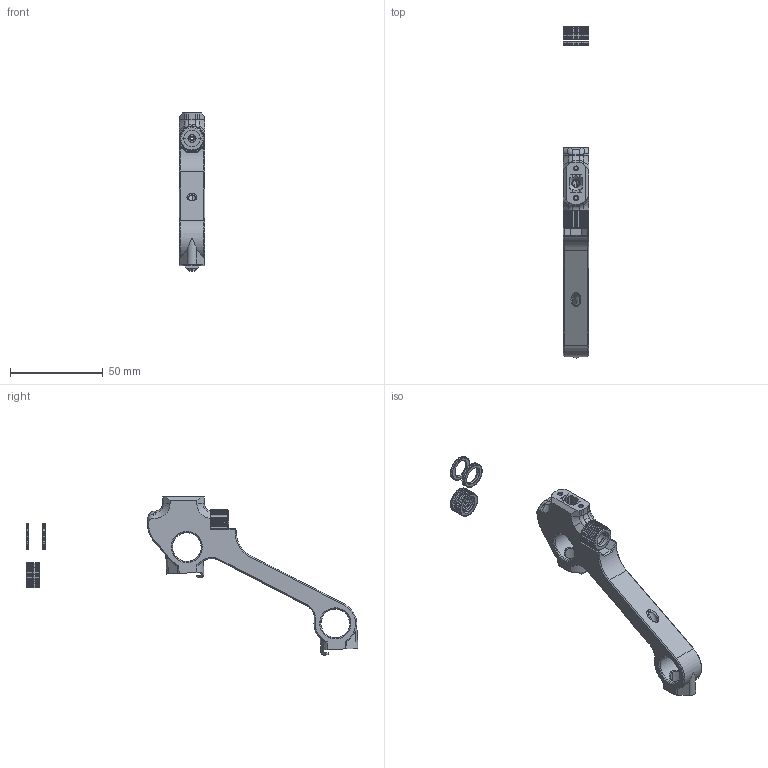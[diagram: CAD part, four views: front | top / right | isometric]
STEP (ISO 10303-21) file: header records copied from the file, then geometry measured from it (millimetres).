
FILE_DESCRIPTION(('HOOPS Exchange Step'),'2;1');
FILE_NAME('temp_export','2025-10-27T00:03:08-16:00',('lco'),('Shapr3D Limited'),'HOOPS Exchange 2025.6','Shapr3D','Authorized');
FILE_SCHEMA( ('AP242_MANAGED_MODEL_BASED_3D_ENGINEERING_MIM_LF {1 0 10303 442 1 1 4}') );
Length unit declared in the file: millimetre
Products named in the file (5): Frame:1; LTS+Respooler+V4+full+3D+Model.step; LTS+Respooler+V4+full+3D+Model (1).step; 拓竹P1三通_ECAS04_Bowden鲍登接头.STEP; root
Assembly tree (4 placements, depth 4):
  root
    LTS+Respooler+V4+full+3D+Model (1).step
      LTS+Respooler+V4+full+3D+Model.step
        Frame:1
    拓竹P1三通_ECAS04_Bowden鲍登接头.STEP
Bounding box: 14 x 178.83 x 85.28 mm (x, y, z)
Volume: 26599.4 mm3; surface area: 14279.2 mm2
Topology: 7 solids, 7 shells, 730 faces, 2085 edges, 1365 vertices
Faces by surface type: cylinder 414, bspline 139, plane 113, cone 46, torus 12, sphere 6
Full cylindrical faces by diameter (mm): 1.86 x2, 2.88 x2, 4.4 x1, 9.18 x1, 15.46 x2
Entity records: 60289 total; most frequent: CARTESIAN_POINT 41823, ORIENTED_EDGE 4162, DIRECTION 3563, EDGE_CURVE 2081, AXIS2_PLACEMENT_3D 1441, VERTEX_POINT 1365, CIRCLE 833, EDGE_LOOP 752
